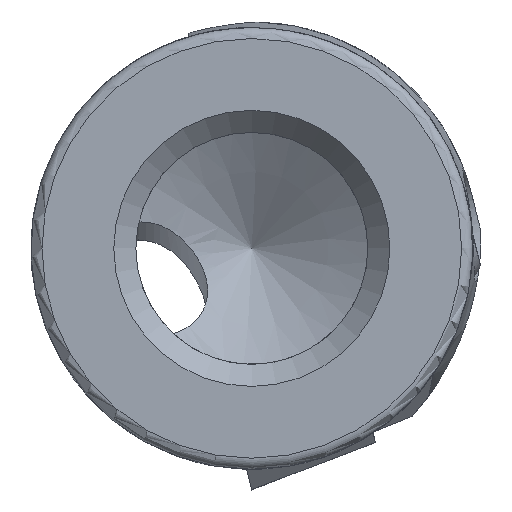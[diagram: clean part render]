
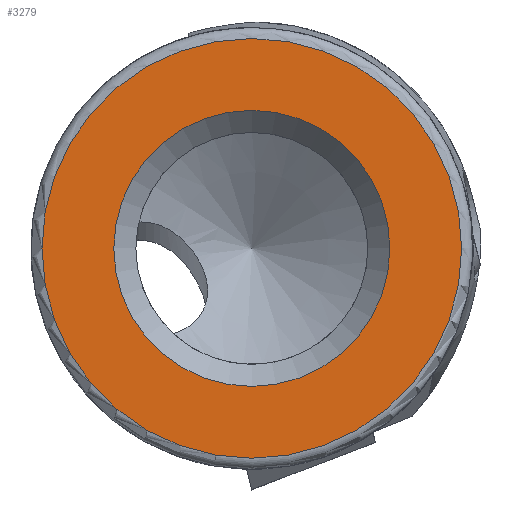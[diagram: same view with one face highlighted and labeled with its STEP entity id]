
A CAD part, left-side view. The second image highlights one B-rep face of the part: STEP entity #3279.
In plain terms, the highlighted planar face has unit normal (-1, 0, 0).
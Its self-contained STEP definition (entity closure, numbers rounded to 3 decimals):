
#114 = DIRECTION ( 'NONE',  ( 0., 0., 1. ) ) ;
#361 = DIRECTION ( 'NONE',  ( 0., 0., -1. ) ) ;
#414 = DIRECTION ( 'NONE',  ( -1., 0., 0. ) ) ;
#541 = FACE_OUTER_BOUND ( 'NONE', #2893, .T. ) ;
#674 = CARTESIAN_POINT ( 'NONE',  ( -18., 0., 0.375 ) ) ;
#970 = CIRCLE ( 'NONE', #3430, 2.5 ) ;
#1123 = VERTEX_POINT ( 'NONE', #2449 ) ;
#1194 = AXIS2_PLACEMENT_3D ( 'NONE', #3497, #1857, #1843 ) ;
#1242 = VERTEX_POINT ( 'NONE', #1919 ) ;
#1384 = AXIS2_PLACEMENT_3D ( 'NONE', #674, #2532, #361 ) ;
#1528 = EDGE_LOOP ( 'NONE', ( #3077 ) ) ;
#1780 = EDGE_CURVE ( 'NONE', #1123, #1123, #970, .T. ) ;
#1843 = DIRECTION ( 'NONE',  ( 0., 0., -1. ) ) ;
#1857 = DIRECTION ( 'NONE',  ( -1., 0., 0. ) ) ;
#1919 = CARTESIAN_POINT ( 'NONE',  ( -18., 0., 0.575 ) ) ;
#2013 = CARTESIAN_POINT ( 'NONE',  ( -18., 0., 4.375 ) ) ;
#2205 = CIRCLE ( 'NONE', #1194, 3.8 ) ;
#2449 = CARTESIAN_POINT ( 'NONE',  ( -18., 0., 6.875 ) ) ;
#2487 = PLANE ( 'NONE',  #1384 ) ;
#2532 = DIRECTION ( 'NONE',  ( 1., 0., 0. ) ) ;
#2653 = EDGE_CURVE ( 'NONE', #1242, #1242, #2205, .T. ) ;
#2694 = ORIENTED_EDGE ( 'NONE', *, *, #2653, .T. ) ;
#2808 = FACE_BOUND ( 'NONE', #1528, .T. ) ;
#2893 = EDGE_LOOP ( 'NONE', ( #2694 ) ) ;
#3077 = ORIENTED_EDGE ( 'NONE', *, *, #1780, .F. ) ;
#3279 = ADVANCED_FACE ( 'NONE', ( #541, #2808 ), #2487, .F. ) ;
#3430 = AXIS2_PLACEMENT_3D ( 'NONE', #2013, #414, #114 ) ;
#3497 = CARTESIAN_POINT ( 'NONE',  ( -18., 0., 4.375 ) ) ;
